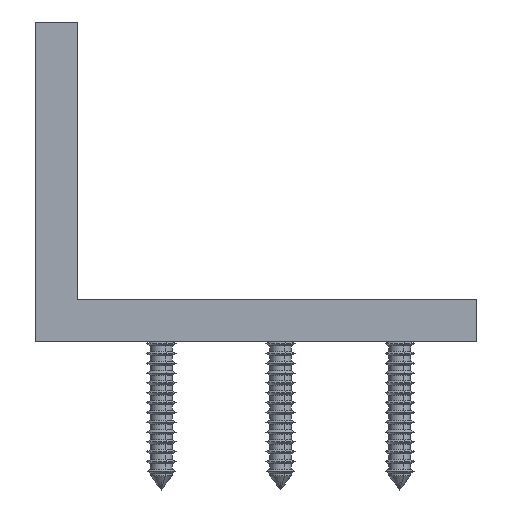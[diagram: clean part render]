
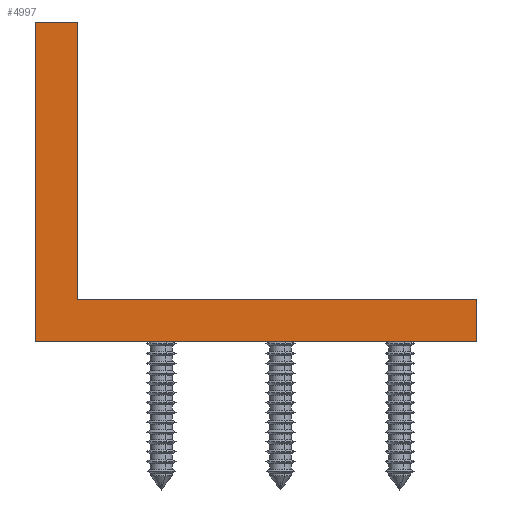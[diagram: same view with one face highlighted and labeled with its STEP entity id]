
A CAD part, left-side view. The second image highlights one B-rep face of the part: STEP entity #4997.
In plain terms, the highlighted planar face has unit normal (-1, 0, 0).
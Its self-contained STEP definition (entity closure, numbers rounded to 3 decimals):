
#12 = VERTEX_POINT ( 'NONE', #16538 ) ;
#290 = VERTEX_POINT ( 'NONE', #2030 ) ;
#766 = ORIENTED_EDGE ( 'NONE', *, *, #8985, .T. ) ;
#866 = FACE_OUTER_BOUND ( 'NONE', #1321, .T. ) ;
#900 = ORIENTED_EDGE ( 'NONE', *, *, #10656, .T. ) ;
#962 = DIRECTION ( 'NONE',  ( 0., 0., -1. ) ) ;
#1026 = DIRECTION ( 'NONE',  ( 0., 1., 0. ) ) ;
#1321 = EDGE_LOOP ( 'NONE', ( #15437, #7048, #900, #1804, #3113, #766 ) ) ;
#1804 = ORIENTED_EDGE ( 'NONE', *, *, #4031, .T. ) ;
#2030 = CARTESIAN_POINT ( 'NONE',  ( -111., 0., 0. ) ) ;
#2354 = LINE ( 'NONE', #8163, #16611 ) ;
#2383 = DIRECTION ( 'NONE',  ( 1., 0., 0. ) ) ;
#3113 = ORIENTED_EDGE ( 'NONE', *, *, #11863, .T. ) ;
#3207 = VERTEX_POINT ( 'NONE', #10496 ) ;
#3418 = DIRECTION ( 'NONE',  ( 0., 1., 0. ) ) ;
#3508 = CARTESIAN_POINT ( 'NONE',  ( -111., 6., 6. ) ) ;
#3624 = EDGE_CURVE ( 'NONE', #290, #11071, #7543, .T. ) ;
#3805 = VECTOR ( 'NONE', #10622, 1000. ) ;
#3833 = CARTESIAN_POINT ( 'NONE',  ( -111., 0., 0. ) ) ;
#4031 = EDGE_CURVE ( 'NONE', #7190, #12, #7977, .T. ) ;
#4163 = EDGE_CURVE ( 'NONE', #11071, #3207, #2354, .T. ) ;
#4769 = CARTESIAN_POINT ( 'NONE',  ( -111., 45.5, 6. ) ) ;
#4997 = ADVANCED_FACE ( 'NONE', ( #866 ), #10757, .F. ) ;
#5129 = DIRECTION ( 'NONE',  ( 0., 0., -1. ) ) ;
#5220 = CARTESIAN_POINT ( 'NONE',  ( -111., 6., 6. ) ) ;
#6343 = VECTOR ( 'NONE', #16185, 1000. ) ;
#6427 = CARTESIAN_POINT ( 'NONE',  ( -111., 45.5, 0. ) ) ;
#6462 = LINE ( 'NONE', #16428, #7329 ) ;
#6482 = DIRECTION ( 'NONE',  ( 0., -1., 0. ) ) ;
#7048 = ORIENTED_EDGE ( 'NONE', *, *, #4163, .T. ) ;
#7190 = VERTEX_POINT ( 'NONE', #3508 ) ;
#7329 = VECTOR ( 'NONE', #5129, 1000. ) ;
#7543 = LINE ( 'NONE', #14846, #6343 ) ;
#7678 = VERTEX_POINT ( 'NONE', #6427 ) ;
#7801 = VECTOR ( 'NONE', #3418, 1000. ) ;
#7977 = LINE ( 'NONE', #4769, #7801 ) ;
#8163 = CARTESIAN_POINT ( 'NONE',  ( -111., 6., 63. ) ) ;
#8676 = VECTOR ( 'NONE', #6482, 1000. ) ;
#8985 = EDGE_CURVE ( 'NONE', #7678, #290, #16637, .T. ) ;
#9781 = AXIS2_PLACEMENT_3D ( 'NONE', #3833, #2383, #962 ) ;
#10496 = CARTESIAN_POINT ( 'NONE',  ( -111., 6., 63. ) ) ;
#10622 = DIRECTION ( 'NONE',  ( 0., 0., -1. ) ) ;
#10656 = EDGE_CURVE ( 'NONE', #3207, #7190, #18229, .T. ) ;
#10757 = PLANE ( 'NONE',  #9781 ) ;
#11071 = VERTEX_POINT ( 'NONE', #18026 ) ;
#11863 = EDGE_CURVE ( 'NONE', #12, #7678, #6462, .T. ) ;
#12449 = CARTESIAN_POINT ( 'NONE',  ( -111., 0., 0. ) ) ;
#14846 = CARTESIAN_POINT ( 'NONE',  ( -111., 0., 63. ) ) ;
#15437 = ORIENTED_EDGE ( 'NONE', *, *, #3624, .T. ) ;
#16185 = DIRECTION ( 'NONE',  ( 0., 0., 1. ) ) ;
#16428 = CARTESIAN_POINT ( 'NONE',  ( -111., 45.5, 0. ) ) ;
#16538 = CARTESIAN_POINT ( 'NONE',  ( -111., 45.5, 6. ) ) ;
#16611 = VECTOR ( 'NONE', #1026, 1000. ) ;
#16637 = LINE ( 'NONE', #12449, #8676 ) ;
#18026 = CARTESIAN_POINT ( 'NONE',  ( -111., 0., 63. ) ) ;
#18229 = LINE ( 'NONE', #5220, #3805 ) ;
